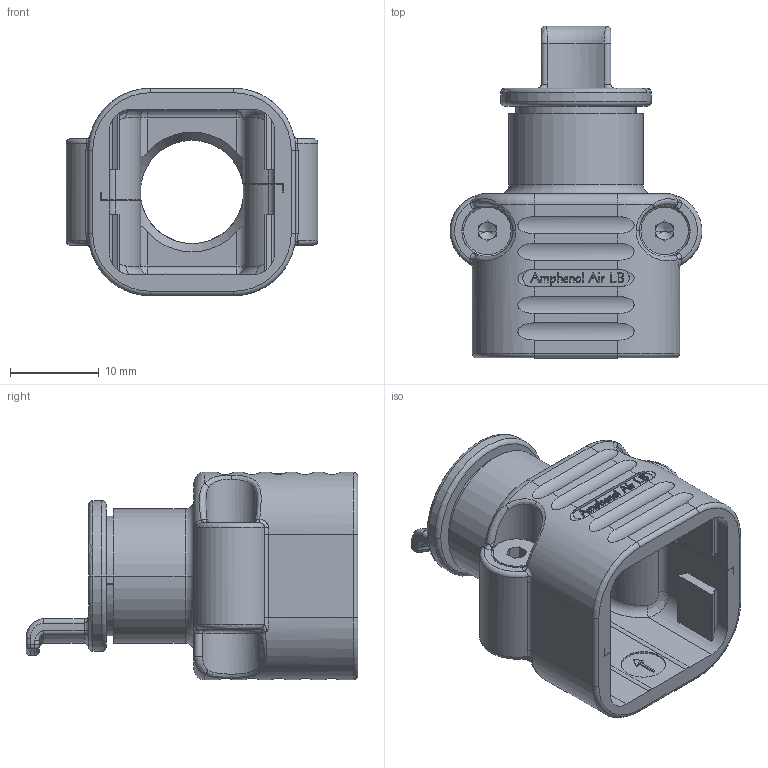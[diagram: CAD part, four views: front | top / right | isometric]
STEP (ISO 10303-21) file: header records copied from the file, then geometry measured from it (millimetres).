
FILE_DESCRIPTION((''),'2;1');
FILE_NAME('SIM2B2A28','2019-09-18T',('presta_be4'),(''),'PRO/ENGINEER BY PARAMETRIC TECHNOLOGY CORPORATION, 2014310','PRO/ENGINEER BY PARAMETRIC TECHNOLOGY CORPORATION, 2014310','');
FILE_SCHEMA(('CONFIG_CONTROL_DESIGN'));
Length unit declared in the file: millimetre
Products named in the file (1): SIM2B2A28
Bounding box: 28.39 x 37.45 x 23.4 mm (x, y, z)
Volume: 5080.6 mm3; surface area: 5452.7 mm2
Topology: 1 solids, 1 shells, 1070 faces, 2924 edges, 1900 vertices
Faces by surface type: plane 441, extrusion 320, cylinder 170, bspline 62, torus 45, cone 24, sphere 8
Entity records: 46034 total; most frequent: CARTESIAN_POINT 20677, ORIENTED_EDGE 5838, DIRECTION 4103, EDGE_CURVE 2919, VERTEX_POINT 1900, VECTOR 1865, LINE 1545, B_SPLINE_CURVE_WITH_KNOTS 1263
